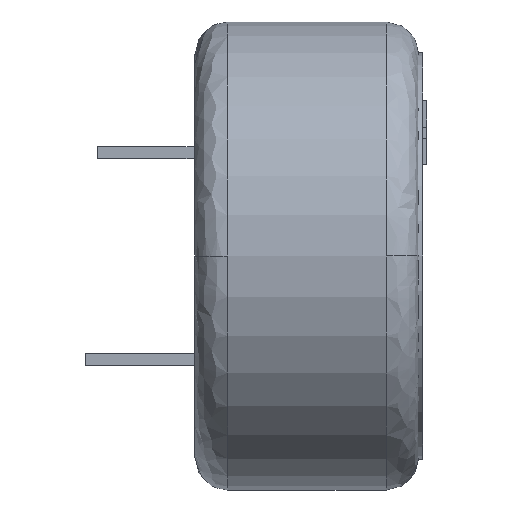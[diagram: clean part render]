
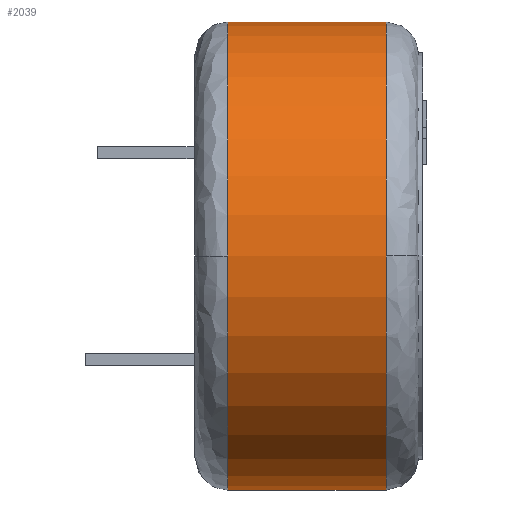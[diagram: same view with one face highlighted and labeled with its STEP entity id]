
A CAD part, front view. The second image highlights one B-rep face of the part: STEP entity #2039.
In plain terms, the highlighted cylindrical face has radius 5.75 mm (diameter 11.5 mm), a partial arc.
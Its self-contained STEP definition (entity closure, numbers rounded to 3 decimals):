
#37 = DIRECTION ( 'NONE',  ( 1., 0., 0. ) ) ;
#46 = DIRECTION ( 'NONE',  ( 0., 0., -1. ) ) ;
#57 = ORIENTED_EDGE ( 'NONE', *, *, #1534, .T. ) ;
#70 = VERTEX_POINT ( 'NONE', #679 ) ;
#97 = ORIENTED_EDGE ( 'NONE', *, *, #1990, .F. ) ;
#142 = CYLINDRICAL_SURFACE ( 'NONE', #988, 5.75 ) ;
#182 = DIRECTION ( 'NONE',  ( 1., 0., 0. ) ) ;
#199 = LINE ( 'NONE', #1485, #1957 ) ;
#312 = CARTESIAN_POINT ( 'NONE',  ( 0.8, 0., 0. ) ) ;
#315 = CARTESIAN_POINT ( 'NONE',  ( 4.7, 0., -5.75 ) ) ;
#331 = DIRECTION ( 'NONE',  ( 0., 0., -1. ) ) ;
#430 = VERTEX_POINT ( 'NONE', #1300 ) ;
#439 = AXIS2_PLACEMENT_3D ( 'NONE', #312, #1529, #1270 ) ;
#464 = CARTESIAN_POINT ( 'NONE',  ( 0.8, 0., 0. ) ) ;
#488 = EDGE_CURVE ( 'NONE', #1495, #430, #1347, .T. ) ;
#572 = VERTEX_POINT ( 'NONE', #579 ) ;
#579 = CARTESIAN_POINT ( 'NONE',  ( 0.8, -5.75, 0. ) ) ;
#638 = LINE ( 'NONE', #1712, #1538 ) ;
#665 = CARTESIAN_POINT ( 'NONE',  ( 5.5, 0., 0. ) ) ;
#679 = CARTESIAN_POINT ( 'NONE',  ( 0.8, 0., 5.75 ) ) ;
#693 = CIRCLE ( 'NONE', #1602, 5.75 ) ;
#776 = CIRCLE ( 'NONE', #439, 5.75 ) ;
#787 = VERTEX_POINT ( 'NONE', #1549 ) ;
#928 = FACE_OUTER_BOUND ( 'NONE', #1405, .T. ) ;
#988 = AXIS2_PLACEMENT_3D ( 'NONE', #665, #182, #1326 ) ;
#998 = EDGE_CURVE ( 'NONE', #787, #572, #776, .T. ) ;
#1031 = AXIS2_PLACEMENT_3D ( 'NONE', #1849, #1817, #46 ) ;
#1077 = CARTESIAN_POINT ( 'NONE',  ( 4.7, -5.75, 0. ) ) ;
#1154 = ORIENTED_EDGE ( 'NONE', *, *, #488, .T. ) ;
#1247 = ORIENTED_EDGE ( 'NONE', *, *, #2052, .T. ) ;
#1265 = ORIENTED_EDGE ( 'NONE', *, *, #1367, .F. ) ;
#1270 = DIRECTION ( 'NONE',  ( 0., -1., 0. ) ) ;
#1274 = DIRECTION ( 'NONE',  ( -1., 0., 0. ) ) ;
#1300 = CARTESIAN_POINT ( 'NONE',  ( 4.7, 0., 5.75 ) ) ;
#1326 = DIRECTION ( 'NONE',  ( 0., 0., -1. ) ) ;
#1347 = CIRCLE ( 'NONE', #1031, 5.75 ) ;
#1350 = CIRCLE ( 'NONE', #2026, 5.75 ) ;
#1367 = EDGE_CURVE ( 'NONE', #572, #70, #1350, .T. ) ;
#1405 = EDGE_LOOP ( 'NONE', ( #97, #1265, #2004, #57, #1247, #1154 ) ) ;
#1438 = DIRECTION ( 'NONE',  ( 1., 0., 0. ) ) ;
#1485 = CARTESIAN_POINT ( 'NONE',  ( 5.5, 0., -5.75 ) ) ;
#1495 = VERTEX_POINT ( 'NONE', #1077 ) ;
#1529 = DIRECTION ( 'NONE',  ( -1., 0., 0. ) ) ;
#1534 = EDGE_CURVE ( 'NONE', #787, #1702, #199, .T. ) ;
#1538 = VECTOR ( 'NONE', #1438, 1000. ) ;
#1549 = CARTESIAN_POINT ( 'NONE',  ( 0.8, 0., -5.75 ) ) ;
#1602 = AXIS2_PLACEMENT_3D ( 'NONE', #1938, #1933, #331 ) ;
#1702 = VERTEX_POINT ( 'NONE', #315 ) ;
#1712 = CARTESIAN_POINT ( 'NONE',  ( 5.5, 0., 5.75 ) ) ;
#1817 = DIRECTION ( 'NONE',  ( -1., 0., 0. ) ) ;
#1849 = CARTESIAN_POINT ( 'NONE',  ( 4.7, 0., 0. ) ) ;
#1933 = DIRECTION ( 'NONE',  ( -1., 0., 0. ) ) ;
#1938 = CARTESIAN_POINT ( 'NONE',  ( 4.7, 0., 0. ) ) ;
#1957 = VECTOR ( 'NONE', #37, 1000. ) ;
#1990 = EDGE_CURVE ( 'NONE', #70, #430, #638, .T. ) ;
#2004 = ORIENTED_EDGE ( 'NONE', *, *, #998, .F. ) ;
#2026 = AXIS2_PLACEMENT_3D ( 'NONE', #464, #1274, #2075 ) ;
#2039 = ADVANCED_FACE ( 'NONE', ( #928 ), #142, .T. ) ;
#2052 = EDGE_CURVE ( 'NONE', #1702, #1495, #693, .T. ) ;
#2075 = DIRECTION ( 'NONE',  ( 0., -1., 0. ) ) ;
